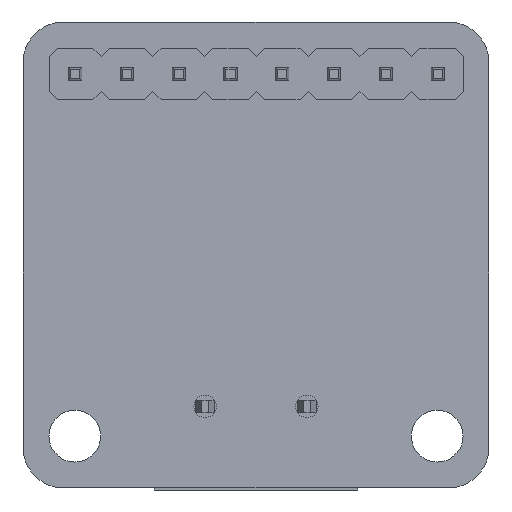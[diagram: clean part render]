
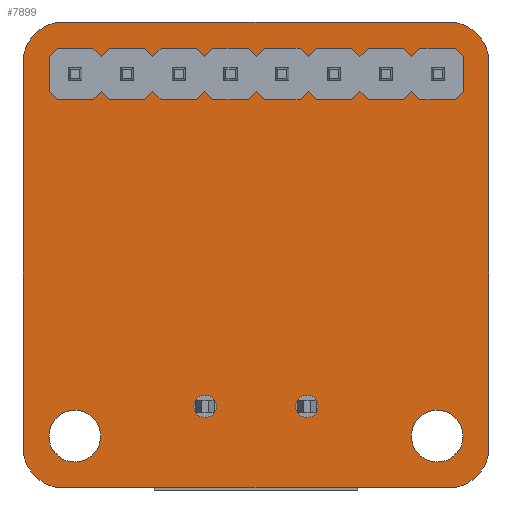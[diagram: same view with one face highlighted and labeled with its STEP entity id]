
A CAD part, front view. The second image highlights one B-rep face of the part: STEP entity #7899.
In plain terms, the highlighted planar face has unit normal (0, -1, 0).
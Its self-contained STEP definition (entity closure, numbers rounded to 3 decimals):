
#345=FACE_BOUND('',#1237,.T.);
#346=FACE_BOUND('',#1238,.T.);
#347=FACE_BOUND('',#1239,.T.);
#348=FACE_BOUND('',#1240,.T.);
#349=FACE_BOUND('',#1241,.T.);
#350=FACE_BOUND('',#1242,.T.);
#351=FACE_BOUND('',#1243,.T.);
#352=FACE_BOUND('',#1244,.T.);
#353=FACE_BOUND('',#1245,.T.);
#354=FACE_BOUND('',#1246,.T.);
#355=FACE_BOUND('',#1247,.T.);
#356=FACE_BOUND('',#1248,.T.);
#387=PLANE('',#8487);
#765=FACE_OUTER_BOUND('',#1236,.T.);
#1236=EDGE_LOOP('',(#5653,#5654,#5655,#5656,#5657,#5658,#5659,#5660));
#1237=EDGE_LOOP('',(#5661));
#1238=EDGE_LOOP('',(#5662));
#1239=EDGE_LOOP('',(#5663));
#1240=EDGE_LOOP('',(#5664));
#1241=EDGE_LOOP('',(#5665));
#1242=EDGE_LOOP('',(#5666));
#1243=EDGE_LOOP('',(#5667));
#1244=EDGE_LOOP('',(#5668));
#1245=EDGE_LOOP('',(#5669));
#1246=EDGE_LOOP('',(#5670));
#1247=EDGE_LOOP('',(#5671));
#1248=EDGE_LOOP('',(#5672));
#1725=LINE('',#11443,#2651);
#1729=LINE('',#11455,#2655);
#1733=LINE('',#11467,#2659);
#1737=LINE('',#11479,#2663);
#2651=VECTOR('',#9192,10.);
#2655=VECTOR('',#9204,10.);
#2659=VECTOR('',#9216,10.);
#2663=VECTOR('',#9228,10.);
#3563=CIRCLE('',#8435,0.4);
#3565=CIRCLE('',#8438,0.4);
#3567=CIRCLE('',#8441,0.55);
#3569=CIRCLE('',#8444,0.4);
#3571=CIRCLE('',#8447,0.4);
#3573=CIRCLE('',#8450,0.4);
#3575=CIRCLE('',#8453,1.27);
#3577=CIRCLE('',#8456,1.27);
#3579=CIRCLE('',#8459,0.4);
#3581=CIRCLE('',#8462,0.4);
#3583=CIRCLE('',#8465,0.4);
#3585=CIRCLE('',#8468,0.55);
#3588=CIRCLE('',#8473,2.);
#3590=CIRCLE('',#8477,2.);
#3592=CIRCLE('',#8481,2.);
#3594=CIRCLE('',#8485,2.);
#3721=VERTEX_POINT('',#11365);
#3723=VERTEX_POINT('',#11371);
#3725=VERTEX_POINT('',#11377);
#3727=VERTEX_POINT('',#11383);
#3729=VERTEX_POINT('',#11389);
#3731=VERTEX_POINT('',#11395);
#3733=VERTEX_POINT('',#11401);
#3735=VERTEX_POINT('',#11407);
#3737=VERTEX_POINT('',#11413);
#3739=VERTEX_POINT('',#11419);
#3741=VERTEX_POINT('',#11425);
#3743=VERTEX_POINT('',#11431);
#3747=VERTEX_POINT('',#11440);
#3748=VERTEX_POINT('',#11442);
#3750=VERTEX_POINT('',#11448);
#3752=VERTEX_POINT('',#11454);
#3754=VERTEX_POINT('',#11460);
#3756=VERTEX_POINT('',#11466);
#3758=VERTEX_POINT('',#11472);
#3760=VERTEX_POINT('',#11478);
#4429=EDGE_CURVE('',#3721,#3721,#3563,.T.);
#4432=EDGE_CURVE('',#3723,#3723,#3565,.T.);
#4435=EDGE_CURVE('',#3725,#3725,#3567,.T.);
#4438=EDGE_CURVE('',#3727,#3727,#3569,.T.);
#4441=EDGE_CURVE('',#3729,#3729,#3571,.T.);
#4444=EDGE_CURVE('',#3731,#3731,#3573,.T.);
#4447=EDGE_CURVE('',#3733,#3733,#3575,.T.);
#4450=EDGE_CURVE('',#3735,#3735,#3577,.T.);
#4453=EDGE_CURVE('',#3737,#3737,#3579,.T.);
#4456=EDGE_CURVE('',#3739,#3739,#3581,.T.);
#4459=EDGE_CURVE('',#3741,#3741,#3583,.T.);
#4462=EDGE_CURVE('',#3743,#3743,#3585,.T.);
#4467=EDGE_CURVE('',#3748,#3747,#1725,.T.);
#4470=EDGE_CURVE('',#3750,#3748,#3588,.T.);
#4473=EDGE_CURVE('',#3752,#3750,#1729,.T.);
#4476=EDGE_CURVE('',#3754,#3752,#3590,.T.);
#4479=EDGE_CURVE('',#3756,#3754,#1733,.T.);
#4482=EDGE_CURVE('',#3758,#3756,#3592,.T.);
#4485=EDGE_CURVE('',#3760,#3758,#1737,.T.);
#4488=EDGE_CURVE('',#3747,#3760,#3594,.T.);
#5653=ORIENTED_EDGE('',*,*,#4488,.T.);
#5654=ORIENTED_EDGE('',*,*,#4485,.T.);
#5655=ORIENTED_EDGE('',*,*,#4482,.T.);
#5656=ORIENTED_EDGE('',*,*,#4479,.T.);
#5657=ORIENTED_EDGE('',*,*,#4476,.T.);
#5658=ORIENTED_EDGE('',*,*,#4473,.T.);
#5659=ORIENTED_EDGE('',*,*,#4470,.T.);
#5660=ORIENTED_EDGE('',*,*,#4467,.T.);
#5661=ORIENTED_EDGE('',*,*,#4462,.T.);
#5662=ORIENTED_EDGE('',*,*,#4459,.T.);
#5663=ORIENTED_EDGE('',*,*,#4456,.T.);
#5664=ORIENTED_EDGE('',*,*,#4453,.T.);
#5665=ORIENTED_EDGE('',*,*,#4450,.T.);
#5666=ORIENTED_EDGE('',*,*,#4447,.T.);
#5667=ORIENTED_EDGE('',*,*,#4444,.T.);
#5668=ORIENTED_EDGE('',*,*,#4441,.T.);
#5669=ORIENTED_EDGE('',*,*,#4438,.T.);
#5670=ORIENTED_EDGE('',*,*,#4435,.T.);
#5671=ORIENTED_EDGE('',*,*,#4432,.T.);
#5672=ORIENTED_EDGE('',*,*,#4429,.T.);
#7899=ADVANCED_FACE('',(#765,#345,#346,#347,#348,#349,#350,#351,#352,#353,
#354,#355,#356),#387,.F.);
#8435=AXIS2_PLACEMENT_3D('',#11366,#9106,#9107);
#8438=AXIS2_PLACEMENT_3D('',#11372,#9113,#9114);
#8441=AXIS2_PLACEMENT_3D('',#11378,#9120,#9121);
#8444=AXIS2_PLACEMENT_3D('',#11384,#9127,#9128);
#8447=AXIS2_PLACEMENT_3D('',#11390,#9134,#9135);
#8450=AXIS2_PLACEMENT_3D('',#11396,#9141,#9142);
#8453=AXIS2_PLACEMENT_3D('',#11402,#9148,#9149);
#8456=AXIS2_PLACEMENT_3D('',#11408,#9155,#9156);
#8459=AXIS2_PLACEMENT_3D('',#11414,#9162,#9163);
#8462=AXIS2_PLACEMENT_3D('',#11420,#9169,#9170);
#8465=AXIS2_PLACEMENT_3D('',#11426,#9176,#9177);
#8468=AXIS2_PLACEMENT_3D('',#11432,#9183,#9184);
#8473=AXIS2_PLACEMENT_3D('',#11449,#9198,#9199);
#8477=AXIS2_PLACEMENT_3D('',#11461,#9210,#9211);
#8481=AXIS2_PLACEMENT_3D('',#11473,#9222,#9223);
#8485=AXIS2_PLACEMENT_3D('',#11483,#9234,#9235);
#8487=AXIS2_PLACEMENT_3D('',#11485,#9238,#9239);
#9106=DIRECTION('center_axis',(0.,1.,0.));
#9107=DIRECTION('ref_axis',(1.,0.,0.));
#9113=DIRECTION('center_axis',(0.,1.,0.));
#9114=DIRECTION('ref_axis',(1.,0.,0.));
#9120=DIRECTION('center_axis',(0.,1.,0.));
#9121=DIRECTION('ref_axis',(1.,0.,0.));
#9127=DIRECTION('center_axis',(0.,1.,0.));
#9128=DIRECTION('ref_axis',(1.,0.,0.));
#9134=DIRECTION('center_axis',(0.,1.,0.));
#9135=DIRECTION('ref_axis',(1.,0.,0.));
#9141=DIRECTION('center_axis',(0.,1.,0.));
#9142=DIRECTION('ref_axis',(1.,0.,0.));
#9148=DIRECTION('center_axis',(0.,1.,0.));
#9149=DIRECTION('ref_axis',(1.,0.,0.));
#9155=DIRECTION('center_axis',(0.,1.,0.));
#9156=DIRECTION('ref_axis',(1.,0.,0.));
#9162=DIRECTION('center_axis',(0.,1.,0.));
#9163=DIRECTION('ref_axis',(1.,0.,0.));
#9169=DIRECTION('center_axis',(0.,1.,0.));
#9170=DIRECTION('ref_axis',(1.,0.,0.));
#9176=DIRECTION('center_axis',(0.,1.,0.));
#9177=DIRECTION('ref_axis',(1.,0.,0.));
#9183=DIRECTION('center_axis',(0.,1.,0.));
#9184=DIRECTION('ref_axis',(1.,0.,0.));
#9192=DIRECTION('',(0.,0.,-1.));
#9198=DIRECTION('center_axis',(0.,-1.,0.));
#9199=DIRECTION('ref_axis',(-1.,0.,0.));
#9204=DIRECTION('',(-1.,0.,0.));
#9210=DIRECTION('center_axis',(0.,-1.,0.));
#9211=DIRECTION('ref_axis',(0.,0.,1.));
#9216=DIRECTION('',(0.,0.,1.));
#9222=DIRECTION('center_axis',(0.,-1.,0.));
#9223=DIRECTION('ref_axis',(1.,0.,0.));
#9228=DIRECTION('',(1.,0.,0.));
#9234=DIRECTION('center_axis',(0.,-1.,0.));
#9235=DIRECTION('ref_axis',(0.,0.,-1.));
#9238=DIRECTION('center_axis',(0.,1.,0.));
#9239=DIRECTION('ref_axis',(1.,0.,0.));
#11365=CARTESIAN_POINT('',(-1.67,-1.7,8.89));
#11366=CARTESIAN_POINT('Origin',(-1.27,-1.7,8.89));
#11371=CARTESIAN_POINT('',(3.41,-1.7,8.89));
#11372=CARTESIAN_POINT('Origin',(3.81,-1.7,8.89));
#11377=CARTESIAN_POINT('',(1.95,-1.7,-7.43));
#11378=CARTESIAN_POINT('Origin',(2.5,-1.7,-7.43));
#11383=CARTESIAN_POINT('',(5.95,-1.7,8.89));
#11384=CARTESIAN_POINT('Origin',(6.35,-1.7,8.89));
#11389=CARTESIAN_POINT('',(-6.75,-1.7,8.89));
#11390=CARTESIAN_POINT('Origin',(-6.35,-1.7,8.89));
#11395=CARTESIAN_POINT('',(-4.21,-1.7,8.89));
#11396=CARTESIAN_POINT('Origin',(-3.81,-1.7,8.89));
#11401=CARTESIAN_POINT('',(7.62,-1.7,-8.89));
#11402=CARTESIAN_POINT('Origin',(8.89,-1.7,-8.89));
#11407=CARTESIAN_POINT('',(-10.16,-1.7,-8.89));
#11408=CARTESIAN_POINT('Origin',(-8.89,-1.7,-8.89));
#11413=CARTESIAN_POINT('',(0.87,-1.7,8.89));
#11414=CARTESIAN_POINT('Origin',(1.27,-1.7,8.89));
#11419=CARTESIAN_POINT('',(8.49,-1.7,8.89));
#11420=CARTESIAN_POINT('Origin',(8.89,-1.7,8.89));
#11425=CARTESIAN_POINT('',(-9.29,-1.7,8.89));
#11426=CARTESIAN_POINT('Origin',(-8.89,-1.7,8.89));
#11431=CARTESIAN_POINT('',(-3.05,-1.7,-7.43));
#11432=CARTESIAN_POINT('Origin',(-2.5,-1.7,-7.43));
#11440=CARTESIAN_POINT('',(-11.43,-1.7,-9.43));
#11442=CARTESIAN_POINT('',(-11.43,-1.7,9.43));
#11443=CARTESIAN_POINT('',(-11.43,-1.7,9.43));
#11448=CARTESIAN_POINT('',(-9.43,-1.7,11.43));
#11449=CARTESIAN_POINT('Origin',(-9.43,-1.7,9.43));
#11454=CARTESIAN_POINT('',(9.43,-1.7,11.43));
#11455=CARTESIAN_POINT('',(9.43,-1.7,11.43));
#11460=CARTESIAN_POINT('',(11.43,-1.7,9.43));
#11461=CARTESIAN_POINT('Origin',(9.43,-1.7,9.43));
#11466=CARTESIAN_POINT('',(11.43,-1.7,-9.43));
#11467=CARTESIAN_POINT('',(11.43,-1.7,-9.43));
#11472=CARTESIAN_POINT('',(9.43,-1.7,-11.43));
#11473=CARTESIAN_POINT('Origin',(9.43,-1.7,-9.43));
#11478=CARTESIAN_POINT('',(-9.43,-1.7,-11.43));
#11479=CARTESIAN_POINT('',(-9.43,-1.7,-11.43));
#11483=CARTESIAN_POINT('Origin',(-9.43,-1.7,-9.43));
#11485=CARTESIAN_POINT('Origin',(0.,-1.7,0.));
